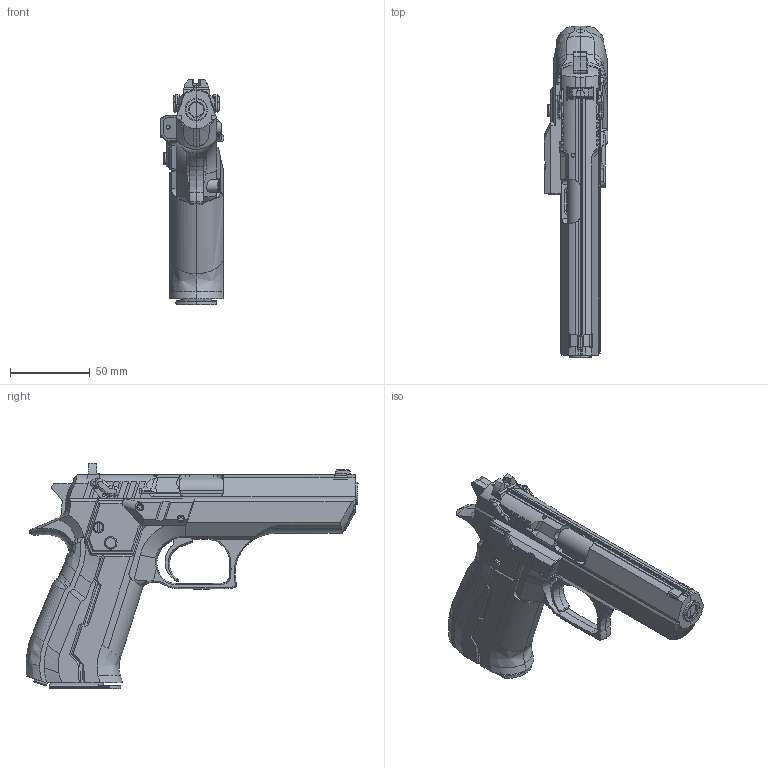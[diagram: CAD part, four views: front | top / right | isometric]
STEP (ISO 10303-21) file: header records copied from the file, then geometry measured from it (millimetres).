
FILE_DESCRIPTION(/* description */ ('Unknown'),/* implementation_level */ '2;1');
FILE_NAME(/* name */ 'jericho941_pre2007_prop_bebopLaser_full',/* time_stamp */ '2024-05-13T10:22:47-04:00',/* author */ ('Unknown'),/* organization */ ('Unknown'),/* preprocessor_version */ 'ST-DEVELOPER v18.1',/* originating_system */ 'Solid Edge',/* authorisation */ 'Unknown');
FILE_SCHEMA (('AUTOMOTIVE_DESIGN {1 0 10303 214 3 1 1}'));
Length unit declared in the file: millimetre
Products named in the file (1): jericho941_pre2007_prop_bebopLaser
Bounding box: 40 x 208.45 x 141.64 mm (x, y, z)
Volume: 327258.9 mm3; surface area: 73028.9 mm2
Topology: 2 solids, 4 shells, 1077 faces, 2947 edges, 1883 vertices
Faces by surface type: plane 681, cylinder 173, bspline 166, cone 26, torus 22, sphere 9
Full cylindrical faces by diameter (mm): 2.5 x2, 4 x3, 4.25 x1, 4.5 x2, 6 x1, 6.5 x1, 7.5 x1, 8 x1
Entity records: 44965 total; most frequent: CARTESIAN_POINT 11468, ORIENTED_EDGE 5780, DIRECTION 4924, EDGE_CURVE 2890, VERTEX_POINT 1859, LINE 1666, VECTOR 1666, AXIS2_PLACEMENT_3D 1629
